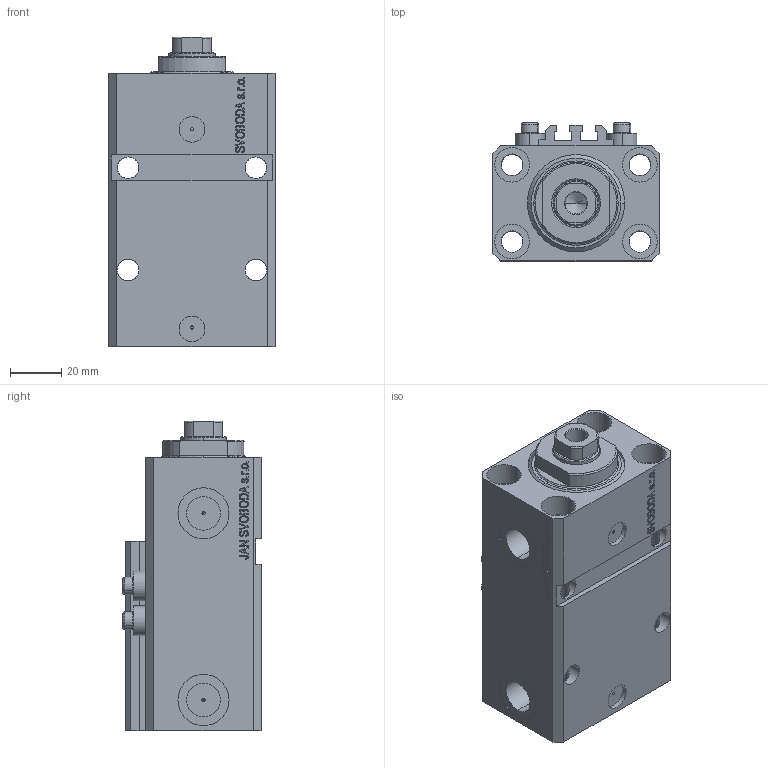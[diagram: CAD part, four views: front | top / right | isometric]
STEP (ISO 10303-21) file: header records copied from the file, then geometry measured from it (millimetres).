
FILE_DESCRIPTION (( 'STEP AP203' ), '1' );
FILE_NAME ('1606.STEP', '2023-10-07T22:24:08', ( '' ), ( '' ), 'SwSTEP 2.0', 'SolidWorks 2019', '' );
FILE_SCHEMA (( 'CONFIG_CONTROL_DESIGN' ));
Length unit declared in the file: millimetre
Products named in the file (5): V250CE_VC_E f33f4ea1a44d77d7910f0f82f1f5d2d3; V250CE_C_VCP f33f4ea1a44d77d7910f0f82f1f5d2d3; V250CE_E_Body f33f4ea1a44d77d7910f0f82f1f5d2d3; 1606; ALLEN BOLT V250CE f33f4ea1a44d77d7910f0f82f1f5d2d3
Assembly tree (7 placements, depth 2):
  1606
    V250CE_E_Body f33f4ea1a44d77d7910f0f82f1f5d2d3
    ALLEN BOLT V250CE f33f4ea1a44d77d7910f0f82f1f5d2d3  x4
    V250CE_C_VCP f33f4ea1a44d77d7910f0f82f1f5d2d3
    V250CE_VC_E f33f4ea1a44d77d7910f0f82f1f5d2d3
Bounding box: 65 x 54 x 121 mm (x, y, z)
Volume: 269783.1 mm3; surface area: 78012.7 mm2
Topology: 8 solids, 8 shells, 1103 faces, 2755 edges, 1776 vertices
Faces by surface type: plane 515, bspline 360, cylinder 158, cone 56, torus 14
Entity records: 48239 total; most frequent: CARTESIAN_POINT 25292, ORIENTED_EDGE 5200, DIRECTION 3414, EDGE_CURVE 2600, VERTEX_POINT 1692, LINE 1554, VECTOR 1554, EDGE_LOOP 1172
